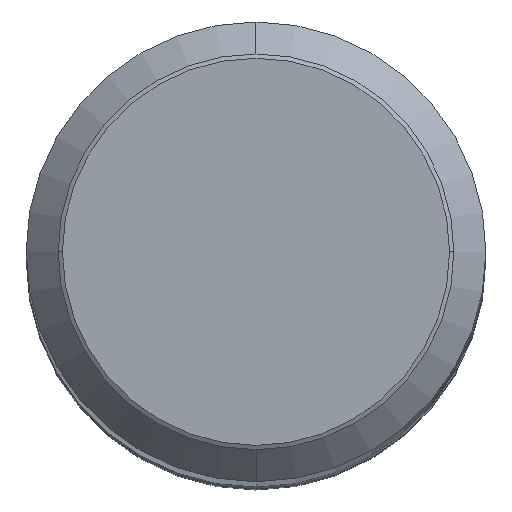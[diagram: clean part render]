
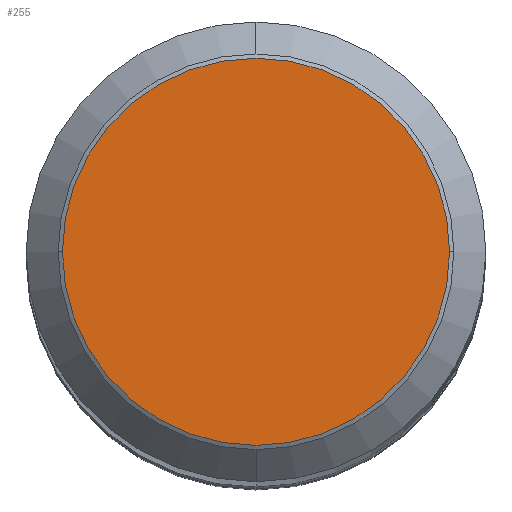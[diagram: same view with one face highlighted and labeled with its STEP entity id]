
A CAD part, top view. The second image highlights one B-rep face of the part: STEP entity #255.
In plain terms, the highlighted planar face has unit normal (0, 0, 1).
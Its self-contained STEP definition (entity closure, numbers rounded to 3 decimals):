
#159=EDGE_CURVE('',#189,#199,#354,.T.);
#171=EDGE_CURVE('',#199,#189,#366,.T.);
#189=VERTEX_POINT('',#385);
#199=VERTEX_POINT('',#396);
#255=ADVANCED_FACE('',(#460),#461,.T.);
#354=CIRCLE('',#569,5.053);
#366=CIRCLE('',#588,5.053);
#385=CARTESIAN_POINT('',(5.053,0.,110.9));
#396=CARTESIAN_POINT('',(-5.053,0.,110.9));
#460=FACE_OUTER_BOUND('',#706,.T.);
#461=PLANE('',#707);
#569=AXIS2_PLACEMENT_3D('',#824,#825,#826);
#588=AXIS2_PLACEMENT_3D('',#835,#836,#837);
#706=EDGE_LOOP('',(#956,#957));
#707=AXIS2_PLACEMENT_3D('',#958,#959,#960);
#824=CARTESIAN_POINT('',(0.,0.0,110.9));
#825=DIRECTION('',(0.0,0.0,1.0));
#826=DIRECTION('',(-1.0,0.,0.0));
#835=CARTESIAN_POINT('',(0.,0.0,110.9));
#836=DIRECTION('',(0.0,0.0,1.0));
#837=DIRECTION('',(-1.0,0.,0.0));
#956=ORIENTED_EDGE('',*,*,#171,.T.);
#957=ORIENTED_EDGE('',*,*,#159,.T.);
#958=CARTESIAN_POINT('',(0.,-2.55,110.9));
#959=DIRECTION('',(0.0,0.0,1.0));
#960=DIRECTION('',(0.,-1.0,0.0));
